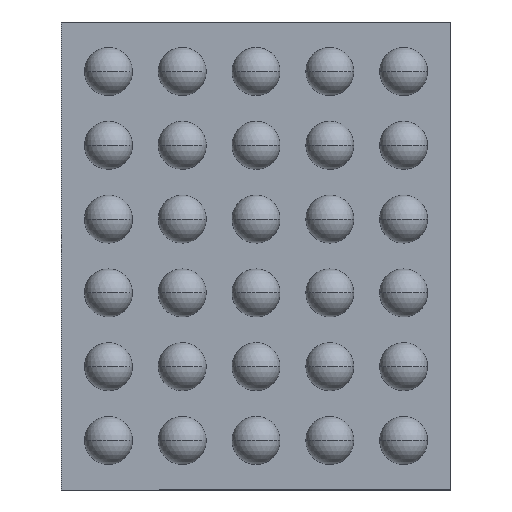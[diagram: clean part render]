
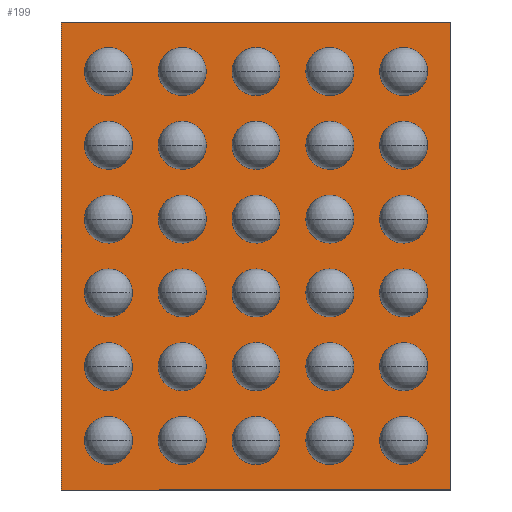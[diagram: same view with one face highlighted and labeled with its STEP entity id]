
A CAD part, front view. The second image highlights one B-rep face of the part: STEP entity #199.
In plain terms, the highlighted planar face has unit normal (0, -1, 0).
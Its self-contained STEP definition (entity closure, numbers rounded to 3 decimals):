
#100 = EDGE_CURVE ( 'NONE', #148, #1725, #2226, .T. ) ;
#136 = LINE ( 'NONE', #1455, #645 ) ;
#148 = VERTEX_POINT ( 'NONE', #1211 ) ;
#191 = DIRECTION ( 'NONE',  ( 1., 0., 0. ) ) ;
#199 = ADVANCED_FACE ( 'NONE', ( #1165 ), #2386, .F. ) ;
#299 = LINE ( 'NONE', #622, #1445 ) ;
#314 = VERTEX_POINT ( 'NONE', #2435 ) ;
#367 = CARTESIAN_POINT ( 'NONE',  ( 1.057, 0.14, -1.268 ) ) ;
#516 = ORIENTED_EDGE ( 'NONE', *, *, #928, .T. ) ;
#605 = DIRECTION ( 'NONE',  ( 0., 0., 1. ) ) ;
#622 = CARTESIAN_POINT ( 'NONE',  ( -1.057, 0.14, 1.269 ) ) ;
#645 = VECTOR ( 'NONE', #705, 1000. ) ;
#705 = DIRECTION ( 'NONE',  ( 0., 0., 1. ) ) ;
#825 = LINE ( 'NONE', #1908, #1994 ) ;
#928 = EDGE_CURVE ( 'NONE', #314, #1479, #825, .T. ) ;
#987 = ORIENTED_EDGE ( 'NONE', *, *, #2355, .T. ) ;
#1005 = VECTOR ( 'NONE', #191, 1000. ) ;
#1009 = DIRECTION ( 'NONE',  ( 0., 1., 0. ) ) ;
#1044 = AXIS2_PLACEMENT_3D ( 'NONE', #2193, #1009, #605 ) ;
#1165 = FACE_OUTER_BOUND ( 'NONE', #1298, .T. ) ;
#1211 = CARTESIAN_POINT ( 'NONE',  ( -1.057, 0.14, -1.268 ) ) ;
#1270 = CARTESIAN_POINT ( 'NONE',  ( 1.057, 0.14, -1.268 ) ) ;
#1298 = EDGE_LOOP ( 'NONE', ( #1542, #1365, #987, #516 ) ) ;
#1365 = ORIENTED_EDGE ( 'NONE', *, *, #100, .T. ) ;
#1445 = VECTOR ( 'NONE', #1998, 1000. ) ;
#1455 = CARTESIAN_POINT ( 'NONE',  ( 1.057, 0.14, 1.269 ) ) ;
#1479 = VERTEX_POINT ( 'NONE', #1582 ) ;
#1542 = ORIENTED_EDGE ( 'NONE', *, *, #1644, .T. ) ;
#1582 = CARTESIAN_POINT ( 'NONE',  ( -1.057, 0.14, 1.269 ) ) ;
#1644 = EDGE_CURVE ( 'NONE', #1479, #148, #299, .T. ) ;
#1725 = VERTEX_POINT ( 'NONE', #1270 ) ;
#1908 = CARTESIAN_POINT ( 'NONE',  ( 1.057, 0.14, 1.269 ) ) ;
#1994 = VECTOR ( 'NONE', #2139, 1000. ) ;
#1998 = DIRECTION ( 'NONE',  ( 0., 0., -1. ) ) ;
#2139 = DIRECTION ( 'NONE',  ( -1., 0., 0. ) ) ;
#2193 = CARTESIAN_POINT ( 'NONE',  ( 0., 0.14, 0. ) ) ;
#2226 = LINE ( 'NONE', #367, #1005 ) ;
#2355 = EDGE_CURVE ( 'NONE', #1725, #314, #136, .T. ) ;
#2386 = PLANE ( 'NONE',  #1044 ) ;
#2435 = CARTESIAN_POINT ( 'NONE',  ( 1.057, 0.14, 1.269 ) ) ;
